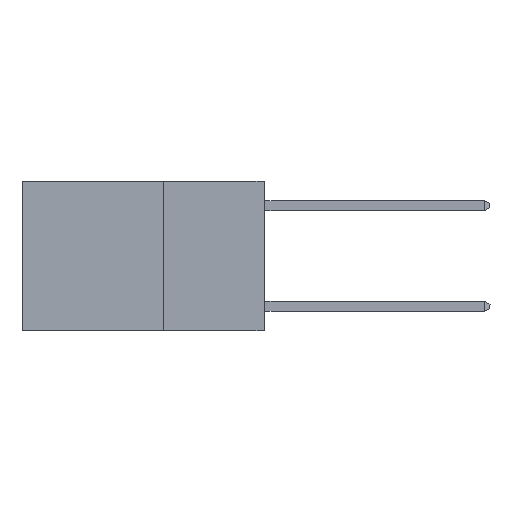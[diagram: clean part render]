
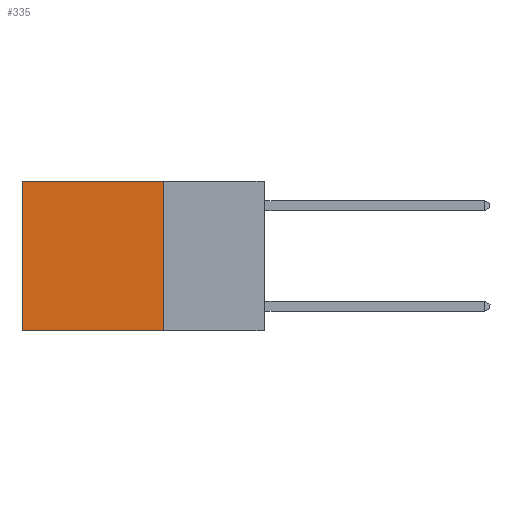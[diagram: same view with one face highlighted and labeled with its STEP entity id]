
A CAD part, left-side view. The second image highlights one B-rep face of the part: STEP entity #335.
In plain terms, the highlighted planar face has unit normal (-1, 0, 0).
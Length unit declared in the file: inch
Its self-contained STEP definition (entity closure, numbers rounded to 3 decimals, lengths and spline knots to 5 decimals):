
#11 = EDGE_LOOP ( 'NONE', ( #5951, #3883, #2021, #10134 ) ) ;
#335 = ADVANCED_FACE ( 'NONE', ( #1417 ), #8114, .F. ) ;
#850 = VECTOR ( 'NONE', #5380, 39.37008 ) ;
#853 = EDGE_CURVE ( 'NONE', #7252, #4066, #1158, .T. ) ;
#1158 = LINE ( 'NONE', #5085, #7185 ) ;
#1417 = FACE_OUTER_BOUND ( 'NONE', #11, .T. ) ;
#1483 = CARTESIAN_POINT ( 'NONE',  ( 0.2625, 0.25, 0. ) ) ;
#1951 = EDGE_CURVE ( 'NONE', #9319, #4299, #5063, .T. ) ;
#2008 = CARTESIAN_POINT ( 'NONE',  ( 0.2625, 0.25, 0. ) ) ;
#2021 = ORIENTED_EDGE ( 'NONE', *, *, #853, .F. ) ;
#2062 = CARTESIAN_POINT ( 'NONE',  ( 0.2625, 0.25, -0.37 ) ) ;
#2567 = CARTESIAN_POINT ( 'NONE',  ( 0.2625, 0.6, -0.37 ) ) ;
#3252 = EDGE_CURVE ( 'NONE', #4066, #4299, #5029, .T. ) ;
#3680 = DIRECTION ( 'NONE',  ( 0., 1., 0. ) ) ;
#3883 = ORIENTED_EDGE ( 'NONE', *, *, #3252, .F. ) ;
#3946 = CARTESIAN_POINT ( 'NONE',  ( 0.2625, 0.6, 0. ) ) ;
#4066 = VERTEX_POINT ( 'NONE', #8570 ) ;
#4299 = VERTEX_POINT ( 'NONE', #2567 ) ;
#4462 = EDGE_CURVE ( 'NONE', #7252, #9319, #9300, .T. ) ;
#4937 = AXIS2_PLACEMENT_3D ( 'NONE', #9080, #6566, #8877 ) ;
#5029 = LINE ( 'NONE', #2062, #8935 ) ;
#5063 = LINE ( 'NONE', #3946, #850 ) ;
#5085 = CARTESIAN_POINT ( 'NONE',  ( 0.2625, 0.25, 0. ) ) ;
#5380 = DIRECTION ( 'NONE',  ( 0., 0., -1. ) ) ;
#5391 = VECTOR ( 'NONE', #7483, 39.37008 ) ;
#5801 = DIRECTION ( 'NONE',  ( 0., 0., -1. ) ) ;
#5951 = ORIENTED_EDGE ( 'NONE', *, *, #1951, .T. ) ;
#6566 = DIRECTION ( 'NONE',  ( 1., 0., 0. ) ) ;
#6963 = CARTESIAN_POINT ( 'NONE',  ( 0.2625, 0.6, 0. ) ) ;
#7185 = VECTOR ( 'NONE', #5801, 39.37008 ) ;
#7252 = VERTEX_POINT ( 'NONE', #1483 ) ;
#7483 = DIRECTION ( 'NONE',  ( 0., 1., 0. ) ) ;
#8114 = PLANE ( 'NONE',  #4937 ) ;
#8570 = CARTESIAN_POINT ( 'NONE',  ( 0.2625, 0.25, -0.37 ) ) ;
#8877 = DIRECTION ( 'NONE',  ( 0., 0., -1. ) ) ;
#8935 = VECTOR ( 'NONE', #3680, 39.37008 ) ;
#9080 = CARTESIAN_POINT ( 'NONE',  ( 0.2625, 0.25, 0. ) ) ;
#9300 = LINE ( 'NONE', #2008, #5391 ) ;
#9319 = VERTEX_POINT ( 'NONE', #6963 ) ;
#10134 = ORIENTED_EDGE ( 'NONE', *, *, #4462, .T. ) ;
